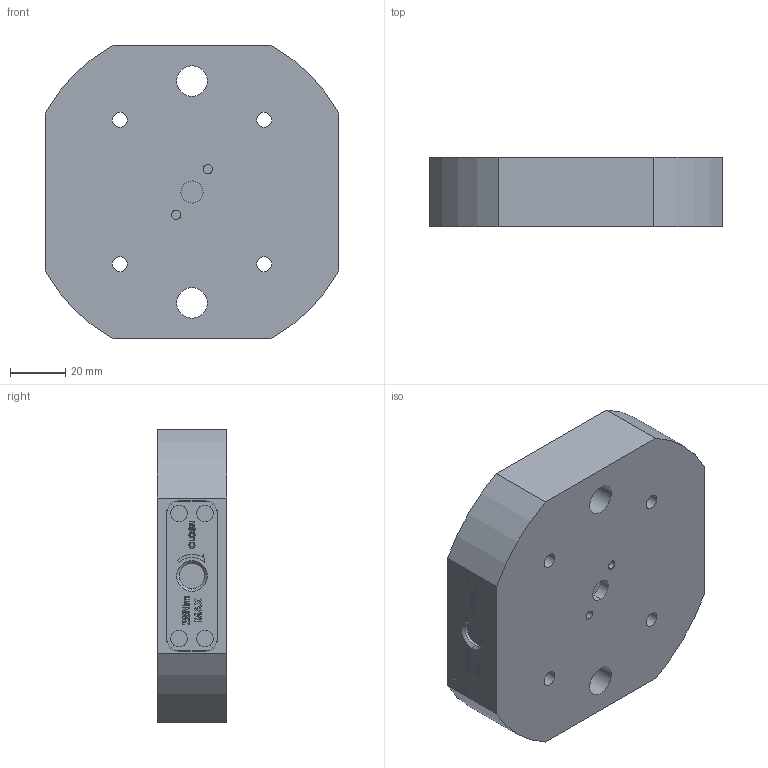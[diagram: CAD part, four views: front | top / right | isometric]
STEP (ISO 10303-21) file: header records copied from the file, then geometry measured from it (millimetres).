
FILE_DESCRIPTION((''),'2;1');
FILE_NAME('SK52-S120','2022-06-07T',('Administrator'),(''),'PRO/ENGINEER BY PARAMETRIC TECHNOLOGY CORPORATION, 2009360','PRO/ENGINEER BY PARAMETRIC TECHNOLOGY CORPORATION, 2009360','');
FILE_SCHEMA(('CONFIG_CONTROL_DESIGN'));
Length unit declared in the file: millimetre
Products named in the file (1): SK52-S120
Bounding box: 106 x 25 x 106 mm (x, y, z)
Volume: 227886.4 mm3; surface area: 40887.6 mm2
Topology: 1 solids, 9 shells, 702 faces, 1832 edges, 1212 vertices
Faces by surface type: plane 284, extrusion 228, cylinder 146, cone 36, torus 8
Entity records: 22788 total; most frequent: CARTESIAN_POINT 6008, ORIENTED_EDGE 3664, DIRECTION 2912, EDGE_CURVE 1832, VECTOR 1244, VERTEX_POINT 1212, LINE 1016, AXIS2_PLACEMENT_3D 834
